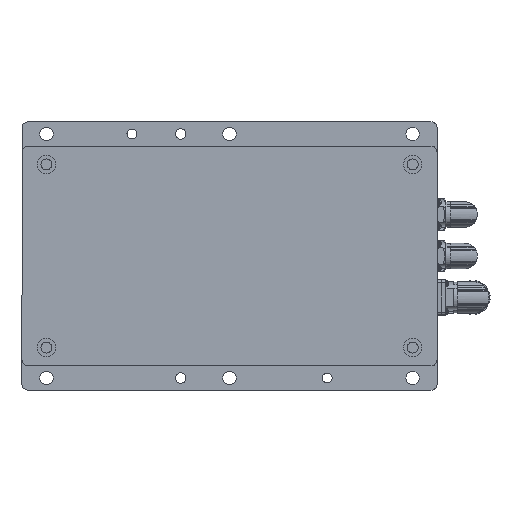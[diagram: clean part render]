
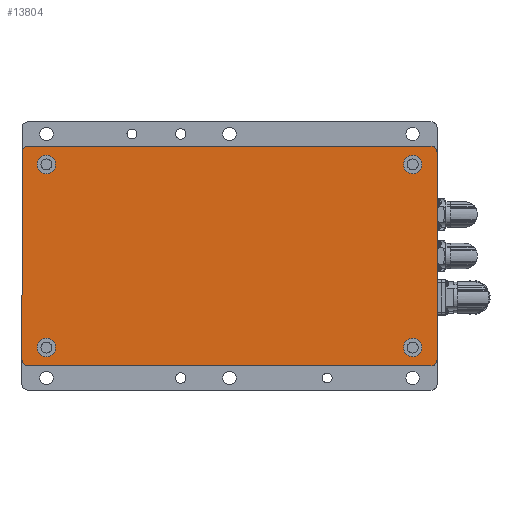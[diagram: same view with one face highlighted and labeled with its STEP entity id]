
A CAD part, front view. The second image highlights one B-rep face of the part: STEP entity #13804.
In plain terms, the highlighted face is planar.
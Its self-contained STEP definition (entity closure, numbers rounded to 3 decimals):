
#390 = EDGE_CURVE ( 'NONE', #27275, #39739, #6038, .T. ) ;
#444 = CIRCLE ( 'NONE', #43273, 7.5 ) ;
#459 = DIRECTION ( 'NONE',  ( -1., 0., 0. ) ) ;
#776 = DIRECTION ( 'NONE',  ( -1., 0., 0. ) ) ;
#1113 = DIRECTION ( 'NONE',  ( 0., 0., -1. ) ) ;
#1295 = ORIENTED_EDGE ( 'NONE', *, *, #11477, .F. ) ;
#1439 = DIRECTION ( 'NONE',  ( 0., 0., -1. ) ) ;
#1442 = CARTESIAN_POINT ( 'NONE',  ( -85., -75., 0. ) ) ;
#1802 = CARTESIAN_POINT ( 'NONE',  ( -100., -85., 0. ) ) ;
#1835 = VERTEX_POINT ( 'NONE', #17144 ) ;
#2111 = AXIS2_PLACEMENT_3D ( 'NONE', #42937, #32610, #53564 ) ;
#2302 = VECTOR ( 'NONE', #62418, 1000. ) ;
#2656 = PLANE ( 'NONE',  #43758 ) ;
#4630 = CIRCLE ( 'NONE', #66114, 7.5 ) ;
#4917 = AXIS2_PLACEMENT_3D ( 'NONE', #13584, #39034, #33873 ) ;
#5246 = DIRECTION ( 'NONE',  ( -1., 0., 0. ) ) ;
#5276 = CARTESIAN_POINT ( 'NONE',  ( -77.5, -75., 0. ) ) ;
#5613 = DIRECTION ( 'NONE',  ( 0., 0., -1. ) ) ;
#6038 = CIRCLE ( 'NONE', #51030, 7.5 ) ;
#6148 = EDGE_CURVE ( 'NONE', #37923, #15179, #16762, .T. ) ;
#6273 = DIRECTION ( 'NONE',  ( 0., 0., 1. ) ) ;
#6568 = ORIENTED_EDGE ( 'NONE', *, *, #10234, .F. ) ;
#7965 = EDGE_LOOP ( 'NONE', ( #16733, #62409 ) ) ;
#8359 = CARTESIAN_POINT ( 'NONE',  ( -105., -85., 0. ) ) ;
#8488 = FACE_BOUND ( 'NONE', #7965, .T. ) ;
#8659 = EDGE_LOOP ( 'NONE', ( #42375, #58022 ) ) ;
#8671 = CIRCLE ( 'NONE', #24037, 5. ) ;
#8688 = DIRECTION ( 'NONE',  ( -1., 0., 0. ) ) ;
#8871 = AXIS2_PLACEMENT_3D ( 'NONE', #17213, #27179, #38158 ) ;
#10123 = CIRCLE ( 'NONE', #48541, 7.5 ) ;
#10234 = EDGE_CURVE ( 'NONE', #20141, #20630, #444, .T. ) ;
#10827 = ORIENTED_EDGE ( 'NONE', *, *, #390, .F. ) ;
#11477 = EDGE_CURVE ( 'NONE', #16530, #22247, #8671, .T. ) ;
#12313 = DIRECTION ( 'NONE',  ( 1., 0., 0. ) ) ;
#12699 = VERTEX_POINT ( 'NONE', #62406 ) ;
#12719 = CIRCLE ( 'NONE', #23727, 7.5 ) ;
#13156 = CARTESIAN_POINT ( 'NONE',  ( -100., 90., 0. ) ) ;
#13584 = CARTESIAN_POINT ( 'NONE',  ( -100., 85., 0. ) ) ;
#13804 = ADVANCED_FACE ( 'NONE', ( #44936, #18830, #8488, #29112, #43916 ), #2656, .F. ) ;
#13959 = DIRECTION ( 'NONE',  ( 0., 0., -1. ) ) ;
#15179 = VERTEX_POINT ( 'NONE', #33788 ) ;
#15214 = EDGE_CURVE ( 'NONE', #16603, #12699, #29982, .T. ) ;
#16530 = VERTEX_POINT ( 'NONE', #8359 ) ;
#16603 = VERTEX_POINT ( 'NONE', #47491 ) ;
#16733 = ORIENTED_EDGE ( 'NONE', *, *, #19187, .F. ) ;
#16762 = CIRCLE ( 'NONE', #2111, 7.5 ) ;
#17144 = CARTESIAN_POINT ( 'NONE',  ( -105., 85., 0. ) ) ;
#17213 = CARTESIAN_POINT ( 'NONE',  ( 230., 85., 0. ) ) ;
#17712 = CARTESIAN_POINT ( 'NONE',  ( -92.5, -75., 0. ) ) ;
#18192 = CIRCLE ( 'NONE', #22553, 5. ) ;
#18488 = DIRECTION ( 'NONE',  ( 0., 0., 1. ) ) ;
#18830 = FACE_BOUND ( 'NONE', #8659, .T. ) ;
#19187 = EDGE_CURVE ( 'NONE', #15179, #37923, #4630, .T. ) ;
#19332 = CARTESIAN_POINT ( 'NONE',  ( 207.5, 75., 0. ) ) ;
#20141 = VERTEX_POINT ( 'NONE', #17712 ) ;
#20351 = VECTOR ( 'NONE', #8688, 1000. ) ;
#20630 = VERTEX_POINT ( 'NONE', #5276 ) ;
#20849 = EDGE_CURVE ( 'NONE', #35038, #41200, #24813, .T. ) ;
#22247 = VERTEX_POINT ( 'NONE', #44404 ) ;
#22307 = CARTESIAN_POINT ( 'NONE',  ( 230., -85., 0. ) ) ;
#22472 = CARTESIAN_POINT ( 'NONE',  ( 207.5, -75., 0. ) ) ;
#22553 = AXIS2_PLACEMENT_3D ( 'NONE', #22307, #53895, #12313 ) ;
#23164 = ORIENTED_EDGE ( 'NONE', *, *, #24885, .F. ) ;
#23319 = DIRECTION ( 'NONE',  ( -1., 0., 0. ) ) ;
#23449 = CARTESIAN_POINT ( 'NONE',  ( 235., 85., 0. ) ) ;
#23727 = AXIS2_PLACEMENT_3D ( 'NONE', #60077, #34295, #23319 ) ;
#23957 = VECTOR ( 'NONE', #40279, 1000. ) ;
#24037 = AXIS2_PLACEMENT_3D ( 'NONE', #1802, #6273, #38555 ) ;
#24210 = ORIENTED_EDGE ( 'NONE', *, *, #66373, .F. ) ;
#24813 = LINE ( 'NONE', #23449, #23957 ) ;
#24885 = EDGE_CURVE ( 'NONE', #41200, #16603, #35226, .T. ) ;
#25801 = DIRECTION ( 'NONE',  ( 0., 0., -1. ) ) ;
#25871 = CARTESIAN_POINT ( 'NONE',  ( 215., -75., 0. ) ) ;
#25873 = EDGE_CURVE ( 'NONE', #22247, #26254, #32140, .T. ) ;
#25932 = ORIENTED_EDGE ( 'NONE', *, *, #47827, .F. ) ;
#26254 = VERTEX_POINT ( 'NONE', #59448 ) ;
#26568 = AXIS2_PLACEMENT_3D ( 'NONE', #63973, #1439, #5246 ) ;
#27012 = ORIENTED_EDGE ( 'NONE', *, *, #15214, .F. ) ;
#27179 = DIRECTION ( 'NONE',  ( 0., 0., 1. ) ) ;
#27275 = VERTEX_POINT ( 'NONE', #22472 ) ;
#28048 = EDGE_CURVE ( 'NONE', #12699, #1835, #46623, .T. ) ;
#28226 = ORIENTED_EDGE ( 'NONE', *, *, #42906, .F. ) ;
#28767 = DIRECTION ( 'NONE',  ( 1., 0., 0. ) ) ;
#29112 = FACE_OUTER_BOUND ( 'NONE', #49832, .T. ) ;
#29982 = LINE ( 'NONE', #13156, #20351 ) ;
#32140 = LINE ( 'NONE', #47960, #2302 ) ;
#32610 = DIRECTION ( 'NONE',  ( 0., 0., -1. ) ) ;
#33541 = EDGE_LOOP ( 'NONE', ( #6568, #28226 ) ) ;
#33788 = CARTESIAN_POINT ( 'NONE',  ( -92.5, 75., 0. ) ) ;
#33873 = DIRECTION ( 'NONE',  ( -1., 0., 0. ) ) ;
#34295 = DIRECTION ( 'NONE',  ( 0., 0., -1. ) ) ;
#35038 = VERTEX_POINT ( 'NONE', #65128 ) ;
#35226 = CIRCLE ( 'NONE', #8871, 5. ) ;
#36056 = AXIS2_PLACEMENT_3D ( 'NONE', #52685, #5613, #459 ) ;
#36431 = DIRECTION ( 'NONE',  ( -1., 0., 0. ) ) ;
#37384 = EDGE_CURVE ( 'NONE', #67933, #53384, #65691, .T. ) ;
#37923 = VERTEX_POINT ( 'NONE', #60126 ) ;
#38158 = DIRECTION ( 'NONE',  ( 1., 0., 0. ) ) ;
#38555 = DIRECTION ( 'NONE',  ( 1., 0., 0. ) ) ;
#39034 = DIRECTION ( 'NONE',  ( 0., 0., 1. ) ) ;
#39739 = VERTEX_POINT ( 'NONE', #67594 ) ;
#40279 = DIRECTION ( 'NONE',  ( 0., 1., 0. ) ) ;
#40996 = VECTOR ( 'NONE', #52884, 1000. ) ;
#41200 = VERTEX_POINT ( 'NONE', #55342 ) ;
#41619 = CARTESIAN_POINT ( 'NONE',  ( -85., 75., 0. ) ) ;
#42375 = ORIENTED_EDGE ( 'NONE', *, *, #37384, .F. ) ;
#42906 = EDGE_CURVE ( 'NONE', #20630, #20141, #12719, .T. ) ;
#42937 = CARTESIAN_POINT ( 'NONE',  ( -85., 75., 0. ) ) ;
#43273 = AXIS2_PLACEMENT_3D ( 'NONE', #1442, #1113, #776 ) ;
#43758 = AXIS2_PLACEMENT_3D ( 'NONE', #49730, #18488, #28767 ) ;
#43916 = FACE_BOUND ( 'NONE', #60637, .T. ) ;
#43950 = ORIENTED_EDGE ( 'NONE', *, *, #28048, .F. ) ;
#44404 = CARTESIAN_POINT ( 'NONE',  ( -100., -90., 0. ) ) ;
#44936 = FACE_BOUND ( 'NONE', #33541, .T. ) ;
#44971 = ORIENTED_EDGE ( 'NONE', *, *, #49378, .F. ) ;
#46073 = CARTESIAN_POINT ( 'NONE',  ( -105., 85., 0. ) ) ;
#46510 = EDGE_CURVE ( 'NONE', #53384, #67933, #56213, .T. ) ;
#46623 = CIRCLE ( 'NONE', #4917, 5. ) ;
#47491 = CARTESIAN_POINT ( 'NONE',  ( 230., 90., 0. ) ) ;
#47827 = EDGE_CURVE ( 'NONE', #39739, #27275, #10123, .T. ) ;
#47960 = CARTESIAN_POINT ( 'NONE',  ( -100., -90., 0. ) ) ;
#48541 = AXIS2_PLACEMENT_3D ( 'NONE', #61038, #13959, #55900 ) ;
#49378 = EDGE_CURVE ( 'NONE', #1835, #16530, #51879, .T. ) ;
#49404 = ORIENTED_EDGE ( 'NONE', *, *, #20849, .F. ) ;
#49730 = CARTESIAN_POINT ( 'NONE',  ( -100., -85., 0. ) ) ;
#49832 = EDGE_LOOP ( 'NONE', ( #1295, #44971, #43950, #27012, #23164, #49404, #24210, #52743 ) ) ;
#51030 = AXIS2_PLACEMENT_3D ( 'NONE', #25871, #51646, #62964 ) ;
#51646 = DIRECTION ( 'NONE',  ( 0., 0., -1. ) ) ;
#51879 = LINE ( 'NONE', #46073, #40996 ) ;
#52685 = CARTESIAN_POINT ( 'NONE',  ( 215., 75., 0. ) ) ;
#52743 = ORIENTED_EDGE ( 'NONE', *, *, #25873, .F. ) ;
#52884 = DIRECTION ( 'NONE',  ( 0., -1., 0. ) ) ;
#53384 = VERTEX_POINT ( 'NONE', #55379 ) ;
#53564 = DIRECTION ( 'NONE',  ( -1., 0., 0. ) ) ;
#53895 = DIRECTION ( 'NONE',  ( 0., 0., 1. ) ) ;
#55342 = CARTESIAN_POINT ( 'NONE',  ( 235., 85., 0. ) ) ;
#55379 = CARTESIAN_POINT ( 'NONE',  ( 222.5, 75., 0. ) ) ;
#55900 = DIRECTION ( 'NONE',  ( -1., 0., 0. ) ) ;
#56213 = CIRCLE ( 'NONE', #26568, 7.5 ) ;
#58022 = ORIENTED_EDGE ( 'NONE', *, *, #46510, .F. ) ;
#59448 = CARTESIAN_POINT ( 'NONE',  ( 230., -90., 0. ) ) ;
#60077 = CARTESIAN_POINT ( 'NONE',  ( -85., -75., 0. ) ) ;
#60126 = CARTESIAN_POINT ( 'NONE',  ( -77.5, 75., 0. ) ) ;
#60637 = EDGE_LOOP ( 'NONE', ( #10827, #25932 ) ) ;
#61038 = CARTESIAN_POINT ( 'NONE',  ( 215., -75., 0. ) ) ;
#62406 = CARTESIAN_POINT ( 'NONE',  ( -100., 90., 0. ) ) ;
#62409 = ORIENTED_EDGE ( 'NONE', *, *, #6148, .F. ) ;
#62418 = DIRECTION ( 'NONE',  ( 1., 0., 0. ) ) ;
#62964 = DIRECTION ( 'NONE',  ( -1., 0., 0. ) ) ;
#63973 = CARTESIAN_POINT ( 'NONE',  ( 215., 75., 0. ) ) ;
#65128 = CARTESIAN_POINT ( 'NONE',  ( 235., -85., 0. ) ) ;
#65691 = CIRCLE ( 'NONE', #36056, 7.5 ) ;
#66114 = AXIS2_PLACEMENT_3D ( 'NONE', #41619, #25801, #36431 ) ;
#66373 = EDGE_CURVE ( 'NONE', #26254, #35038, #18192, .T. ) ;
#67594 = CARTESIAN_POINT ( 'NONE',  ( 222.5, -75., 0. ) ) ;
#67933 = VERTEX_POINT ( 'NONE', #19332 ) ;
